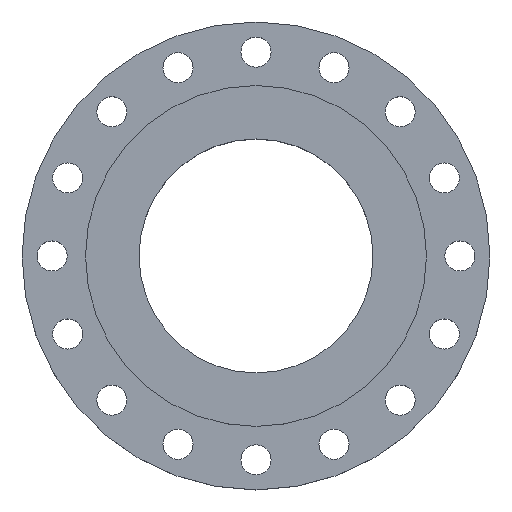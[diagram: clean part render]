
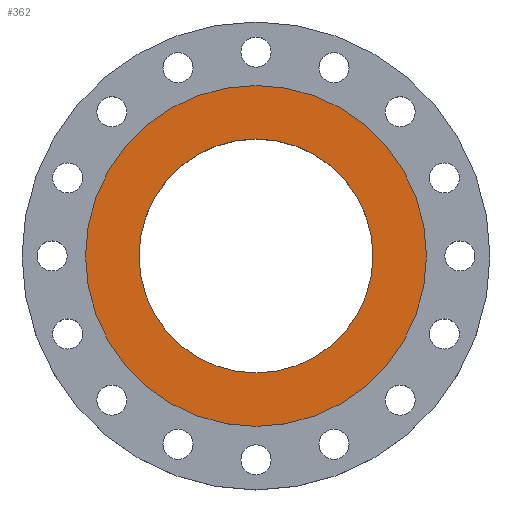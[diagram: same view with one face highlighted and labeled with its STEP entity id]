
A CAD part, top view. The second image highlights one B-rep face of the part: STEP entity #362.
In plain terms, the highlighted planar face has unit normal (0, 0, 1).
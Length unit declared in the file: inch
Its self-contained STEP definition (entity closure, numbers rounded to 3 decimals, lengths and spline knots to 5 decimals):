
#62 = CARTESIAN_POINT ( 'NONE',  ( 0., 0., 0. ) ) ;
#140 = CARTESIAN_POINT ( 'NONE',  ( 0., 0., 0. ) ) ;
#146 = AXIS2_PLACEMENT_3D ( 'NONE', #1149, #714, #871 ) ;
#163 = CARTESIAN_POINT ( 'NONE',  ( 0., 0., 0. ) ) ;
#203 = CIRCLE ( 'NONE', #1148, 4.375 ) ;
#283 = DIRECTION ( 'NONE',  ( 1., 0., 0. ) ) ;
#300 = DIRECTION ( 'NONE',  ( 1., 0., 0. ) ) ;
#362 = ADVANCED_FACE ( 'NONE', ( #1710, #1029 ), #554, .F. ) ;
#431 = CIRCLE ( 'NONE', #603, 6.375 ) ;
#453 = DIRECTION ( 'NONE',  ( 1., 0., 0. ) ) ;
#487 = AXIS2_PLACEMENT_3D ( 'NONE', #62, #1685, #300 ) ;
#508 = ORIENTED_EDGE ( 'NONE', *, *, #1177, .F. ) ;
#554 = PLANE ( 'NONE',  #146 ) ;
#603 = AXIS2_PLACEMENT_3D ( 'NONE', #163, #1578, #453 ) ;
#640 = EDGE_LOOP ( 'NONE', ( #1545, #1456 ) ) ;
#714 = DIRECTION ( 'NONE',  ( 0., 0., -1. ) ) ;
#751 = CIRCLE ( 'NONE', #1631, 4.375 ) ;
#871 = DIRECTION ( 'NONE',  ( -1., 0., 0. ) ) ;
#965 = EDGE_CURVE ( 'NONE', #1558, #1286, #203, .T. ) ;
#989 = CARTESIAN_POINT ( 'NONE',  ( 4.375, 0., 0. ) ) ;
#991 = DIRECTION ( 'NONE',  ( 0., 0., 1. ) ) ;
#1029 = FACE_OUTER_BOUND ( 'NONE', #640, .T. ) ;
#1062 = EDGE_CURVE ( 'NONE', #1363, #1712, #1377, .T. ) ;
#1148 = AXIS2_PLACEMENT_3D ( 'NONE', #1654, #1585, #283 ) ;
#1149 = CARTESIAN_POINT ( 'NONE',  ( 0., 4.375, 0. ) ) ;
#1177 = EDGE_CURVE ( 'NONE', #1286, #1558, #751, .T. ) ;
#1286 = VERTEX_POINT ( 'NONE', #1401 ) ;
#1298 = CARTESIAN_POINT ( 'NONE',  ( 6.375, 0., 0. ) ) ;
#1363 = VERTEX_POINT ( 'NONE', #1298 ) ;
#1377 = CIRCLE ( 'NONE', #487, 6.375 ) ;
#1401 = CARTESIAN_POINT ( 'NONE',  ( -4.375, 0., 0. ) ) ;
#1433 = ORIENTED_EDGE ( 'NONE', *, *, #965, .F. ) ;
#1456 = ORIENTED_EDGE ( 'NONE', *, *, #1796, .T. ) ;
#1545 = ORIENTED_EDGE ( 'NONE', *, *, #1062, .T. ) ;
#1558 = VERTEX_POINT ( 'NONE', #989 ) ;
#1578 = DIRECTION ( 'NONE',  ( 0., 0., 1. ) ) ;
#1585 = DIRECTION ( 'NONE',  ( 0., 0., 1. ) ) ;
#1631 = AXIS2_PLACEMENT_3D ( 'NONE', #140, #991, #1788 ) ;
#1641 = EDGE_LOOP ( 'NONE', ( #1433, #508 ) ) ;
#1654 = CARTESIAN_POINT ( 'NONE',  ( 0., 0., 0. ) ) ;
#1685 = DIRECTION ( 'NONE',  ( 0., 0., 1. ) ) ;
#1701 = CARTESIAN_POINT ( 'NONE',  ( -6.375, 0., 0. ) ) ;
#1710 = FACE_BOUND ( 'NONE', #1641, .T. ) ;
#1712 = VERTEX_POINT ( 'NONE', #1701 ) ;
#1788 = DIRECTION ( 'NONE',  ( 1., 0., 0. ) ) ;
#1796 = EDGE_CURVE ( 'NONE', #1712, #1363, #431, .T. ) ;
